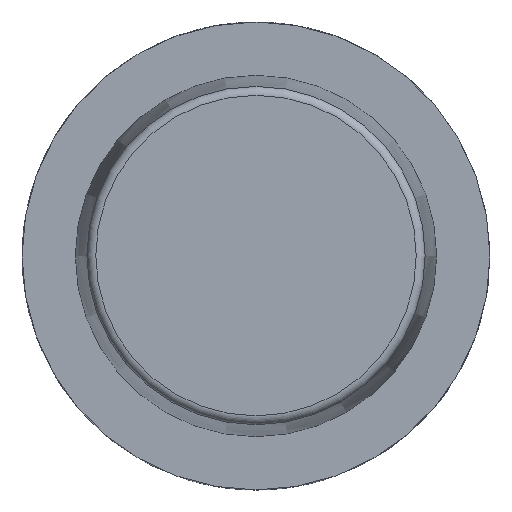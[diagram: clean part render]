
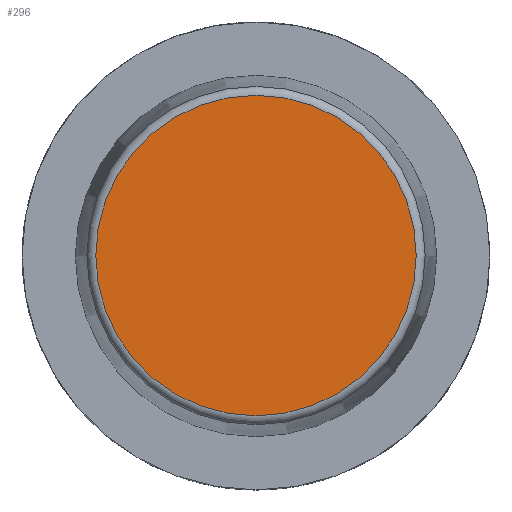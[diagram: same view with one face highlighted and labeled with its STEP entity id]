
A CAD part, top view. The second image highlights one B-rep face of the part: STEP entity #296.
In plain terms, the highlighted planar face has unit normal (0, 0, 1).
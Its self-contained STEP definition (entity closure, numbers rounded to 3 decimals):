
#86=FACE_OUTER_BOUND('',#421,.T.);
#296=ADVANCED_FACE('',(#86),#340,.F.);
#340=PLANE('',#1118);
#421=EDGE_LOOP('',(#572));
#572=ORIENTED_EDGE('',*,*,#905,.F.);
#798=VERTEX_POINT('',#1773);
#905=EDGE_CURVE('',#798,#798,#1003,.T.);
#1003=CIRCLE('',#1094,21.575);
#1094=AXIS2_PLACEMENT_3D('',#1772,#1260,#1261);
#1118=AXIS2_PLACEMENT_3D('',#1827,#1312,#1313);
#1260=DIRECTION('',(0.,0.,-1.));
#1261=DIRECTION('',(1.,0.,0.));
#1312=DIRECTION('',(0.,0.,-1.));
#1313=DIRECTION('',(1.,0.,0.));
#1772=CARTESIAN_POINT('',(0.,0.,32.));
#1773=CARTESIAN_POINT('',(21.575,0.,32.));
#1827=CARTESIAN_POINT('',(0.,0.,32.));
